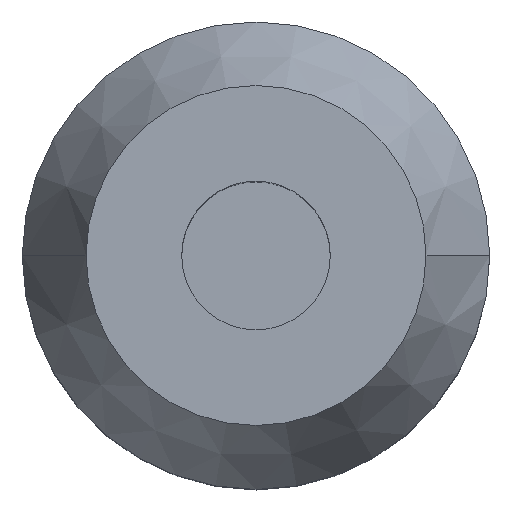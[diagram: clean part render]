
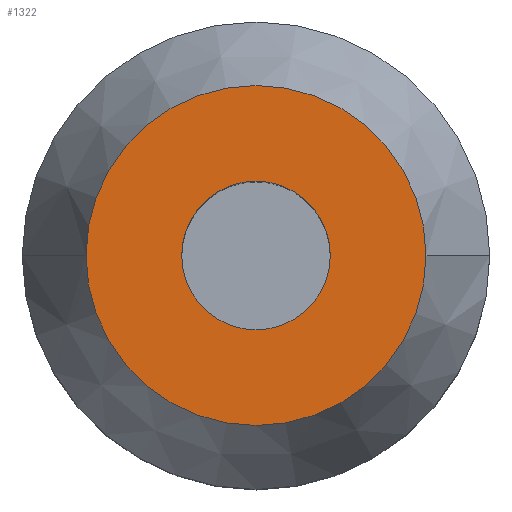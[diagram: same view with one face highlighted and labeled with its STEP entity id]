
A CAD part, top view. The second image highlights one B-rep face of the part: STEP entity #1322.
In plain terms, the highlighted planar face has unit normal (0, 0, 1).
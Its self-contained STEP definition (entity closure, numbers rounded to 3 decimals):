
#22 = CARTESIAN_POINT ( 'NONE',  ( 0., 0., 75. ) ) ;
#123 = AXIS2_PLACEMENT_3D ( 'NONE', #1357, #137, #1840 ) ;
#137 = DIRECTION ( 'NONE',  ( 0., 0., 1. ) ) ;
#252 = CARTESIAN_POINT ( 'NONE',  ( 7., 0., 75. ) ) ;
#296 = VERTEX_POINT ( 'NONE', #2240 ) ;
#396 = DIRECTION ( 'NONE',  ( 0., 0., -1. ) ) ;
#470 = EDGE_CURVE ( 'NONE', #3143, #1955, #849, .T. ) ;
#543 = FACE_BOUND ( 'NONE', #2833, .T. ) ;
#737 = DIRECTION ( 'NONE',  ( 0., 0., -1. ) ) ;
#849 = CIRCLE ( 'NONE', #2346, 16. ) ;
#854 = DIRECTION ( 'NONE',  ( -1., 0., 0. ) ) ;
#898 = CARTESIAN_POINT ( 'NONE',  ( -16., 0., 75. ) ) ;
#1197 = FACE_OUTER_BOUND ( 'NONE', #2447, .T. ) ;
#1219 = EDGE_CURVE ( 'NONE', #1955, #3143, #2520, .T. ) ;
#1246 = DIRECTION ( 'NONE',  ( -1., 0., 0. ) ) ;
#1322 = ADVANCED_FACE ( 'NONE', ( #543, #1197 ), #1589, .T. ) ;
#1357 = CARTESIAN_POINT ( 'NONE',  ( 0., 16., 75. ) ) ;
#1402 = AXIS2_PLACEMENT_3D ( 'NONE', #22, #737, #1246 ) ;
#1589 = PLANE ( 'NONE',  #123 ) ;
#1630 = ORIENTED_EDGE ( 'NONE', *, *, #1219, .F. ) ;
#1725 = DIRECTION ( 'NONE',  ( 0., 0., -1. ) ) ;
#1840 = DIRECTION ( 'NONE',  ( 1., 0., 0. ) ) ;
#1856 = AXIS2_PLACEMENT_3D ( 'NONE', #2335, #1868, #2569 ) ;
#1868 = DIRECTION ( 'NONE',  ( 0., 0., -1. ) ) ;
#1901 = EDGE_CURVE ( 'NONE', #2017, #296, #2474, .T. ) ;
#1907 = CIRCLE ( 'NONE', #1402, 7. ) ;
#1955 = VERTEX_POINT ( 'NONE', #898 ) ;
#1988 = DIRECTION ( 'NONE',  ( -1., 0., 0. ) ) ;
#2017 = VERTEX_POINT ( 'NONE', #252 ) ;
#2143 = ORIENTED_EDGE ( 'NONE', *, *, #1901, .T. ) ;
#2162 = EDGE_CURVE ( 'NONE', #296, #2017, #1907, .T. ) ;
#2240 = CARTESIAN_POINT ( 'NONE',  ( -7., 0., 75. ) ) ;
#2335 = CARTESIAN_POINT ( 'NONE',  ( 0., 0., 75. ) ) ;
#2346 = AXIS2_PLACEMENT_3D ( 'NONE', #2449, #1725, #1988 ) ;
#2434 = ORIENTED_EDGE ( 'NONE', *, *, #2162, .T. ) ;
#2447 = EDGE_LOOP ( 'NONE', ( #1630, #2613 ) ) ;
#2449 = CARTESIAN_POINT ( 'NONE',  ( 0., 0., 75. ) ) ;
#2474 = CIRCLE ( 'NONE', #2694, 7. ) ;
#2513 = CARTESIAN_POINT ( 'NONE',  ( 16., 0., 75. ) ) ;
#2516 = CARTESIAN_POINT ( 'NONE',  ( 0., 0., 75. ) ) ;
#2520 = CIRCLE ( 'NONE', #1856, 16. ) ;
#2569 = DIRECTION ( 'NONE',  ( -1., 0., 0. ) ) ;
#2613 = ORIENTED_EDGE ( 'NONE', *, *, #470, .F. ) ;
#2694 = AXIS2_PLACEMENT_3D ( 'NONE', #2516, #396, #854 ) ;
#2833 = EDGE_LOOP ( 'NONE', ( #2434, #2143 ) ) ;
#3143 = VERTEX_POINT ( 'NONE', #2513 ) ;
